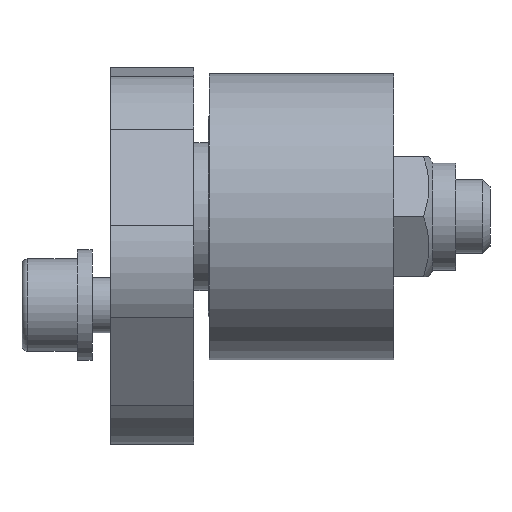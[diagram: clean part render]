
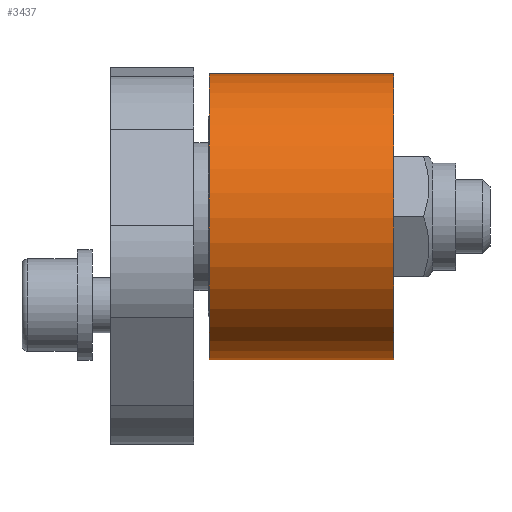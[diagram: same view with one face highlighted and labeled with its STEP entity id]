
A CAD part, front view. The second image highlights one B-rep face of the part: STEP entity #3437.
In plain terms, the highlighted cylindrical face has radius 15.5 mm (diameter 31 mm), a full revolution.
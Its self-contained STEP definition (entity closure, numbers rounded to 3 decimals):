
#661=LINE('',#6363,#880);
#880=VECTOR('',#5143,15.5);
#941=CYLINDRICAL_SURFACE('',#4096,15.5);
#1138=FACE_OUTER_BOUND('',#1377,.T.);
#1377=EDGE_LOOP('',(#3229,#3230,#3231,#3232));
#1574=CIRCLE('',#4097,15.5);
#1575=CIRCLE('',#4098,15.5);
#1873=VERTEX_POINT('',#6360);
#1874=VERTEX_POINT('',#6362);
#2326=EDGE_CURVE('',#1873,#1873,#1574,.T.);
#2327=EDGE_CURVE('',#1873,#1874,#661,.T.);
#2328=EDGE_CURVE('',#1874,#1874,#1575,.T.);
#3229=ORIENTED_EDGE('',*,*,#2326,.F.);
#3230=ORIENTED_EDGE('',*,*,#2327,.T.);
#3231=ORIENTED_EDGE('',*,*,#2328,.T.);
#3232=ORIENTED_EDGE('',*,*,#2327,.F.);
#3437=ADVANCED_FACE('',(#1138),#941,.T.);
#4096=AXIS2_PLACEMENT_3D('',#6359,#5139,#5140);
#4097=AXIS2_PLACEMENT_3D('',#6361,#5141,#5142);
#4098=AXIS2_PLACEMENT_3D('',#6364,#5144,#5145);
#5139=DIRECTION('center_axis',(0.,0.,1.));
#5140=DIRECTION('ref_axis',(1.,0.,0.));
#5141=DIRECTION('center_axis',(0.,0.,1.));
#5142=DIRECTION('ref_axis',(1.,0.,0.));
#5143=DIRECTION('',(0.,0.,-1.));
#5144=DIRECTION('center_axis',(0.,0.,1.));
#5145=DIRECTION('ref_axis',(1.,0.,0.));
#6359=CARTESIAN_POINT('Origin',(0.,0.,0.));
#6360=CARTESIAN_POINT('',(-15.5,0.,20.));
#6361=CARTESIAN_POINT('Origin',(0.,0.,20.));
#6362=CARTESIAN_POINT('',(-15.5,0.,0.));
#6363=CARTESIAN_POINT('',(-15.5,0.,0.));
#6364=CARTESIAN_POINT('Origin',(0.,0.,0.));
